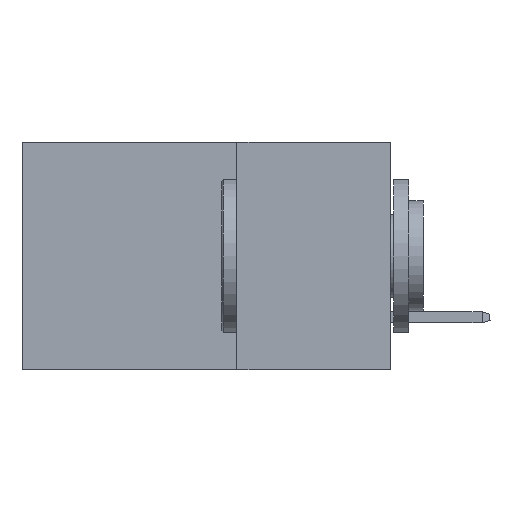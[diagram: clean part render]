
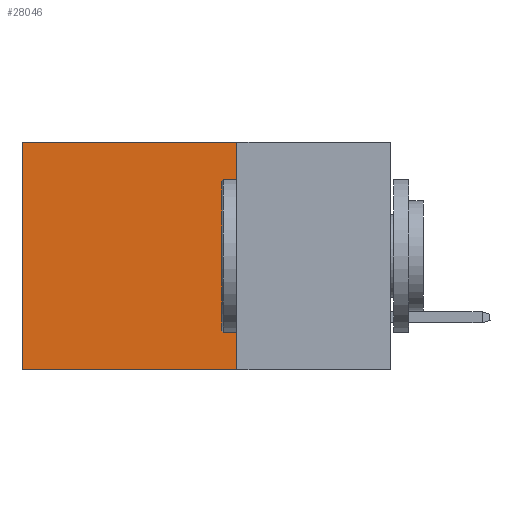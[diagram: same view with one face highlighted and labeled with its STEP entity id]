
A CAD part, left-side view. The second image highlights one B-rep face of the part: STEP entity #28046.
In plain terms, the highlighted planar face has unit normal (-1, 0, 0).
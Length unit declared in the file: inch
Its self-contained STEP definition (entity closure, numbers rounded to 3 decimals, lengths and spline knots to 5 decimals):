
#63 = CARTESIAN_POINT ( 'NONE',  ( 0.2875, 0.25, 0. ) ) ;
#787 = VERTEX_POINT ( 'NONE', #35099 ) ;
#1007 = EDGE_CURVE ( 'NONE', #21882, #20282, #37372, .T. ) ;
#1241 = EDGE_CURVE ( 'NONE', #21882, #787, #18957, .T. ) ;
#1270 = ORIENTED_EDGE ( 'NONE', *, *, #1241, .F. ) ;
#2060 = PLANE ( 'NONE',  #31570 ) ;
#4907 = LINE ( 'NONE', #33008, #36966 ) ;
#5740 = ORIENTED_EDGE ( 'NONE', *, *, #10274, .F. ) ;
#8165 = LINE ( 'NONE', #33411, #40070 ) ;
#8731 = CARTESIAN_POINT ( 'NONE',  ( 0.2875, 0.25, 0. ) ) ;
#10274 = EDGE_CURVE ( 'NONE', #787, #25236, #8165, .T. ) ;
#10949 = VECTOR ( 'NONE', #14607, 39.37008 ) ;
#11435 = VECTOR ( 'NONE', #31784, 39.37008 ) ;
#11943 = DIRECTION ( 'NONE',  ( 0., 0., -1. ) ) ;
#12620 = CARTESIAN_POINT ( 'NONE',  ( 0.2875, 0.25, 0. ) ) ;
#14607 = DIRECTION ( 'NONE',  ( 0., 1., 0. ) ) ;
#17540 = DIRECTION ( 'NONE',  ( 0., 1., 0. ) ) ;
#17912 = CARTESIAN_POINT ( 'NONE',  ( 0.2875, 0.6, -0.37 ) ) ;
#18003 = CARTESIAN_POINT ( 'NONE',  ( 0.2875, 0.6, 0. ) ) ;
#18957 = LINE ( 'NONE', #12620, #11435 ) ;
#19505 = ORIENTED_EDGE ( 'NONE', *, *, #37538, .T. ) ;
#20282 = VERTEX_POINT ( 'NONE', #18003 ) ;
#20804 = FACE_OUTER_BOUND ( 'NONE', #33847, .T. ) ;
#21882 = VERTEX_POINT ( 'NONE', #63 ) ;
#25236 = VERTEX_POINT ( 'NONE', #17912 ) ;
#28046 = ADVANCED_FACE ( 'NONE', ( #20804 ), #2060, .F. ) ;
#30567 = CARTESIAN_POINT ( 'NONE',  ( 0.2875, 0.25, 0. ) ) ;
#30844 = ORIENTED_EDGE ( 'NONE', *, *, #1007, .T. ) ;
#31111 = DIRECTION ( 'NONE',  ( 1., 0., 0. ) ) ;
#31570 = AXIS2_PLACEMENT_3D ( 'NONE', #8731, #31111, #11943 ) ;
#31784 = DIRECTION ( 'NONE',  ( 0., 0., -1. ) ) ;
#33008 = CARTESIAN_POINT ( 'NONE',  ( 0.2875, 0.6, 0. ) ) ;
#33411 = CARTESIAN_POINT ( 'NONE',  ( 0.2875, 0.25, -0.37 ) ) ;
#33847 = EDGE_LOOP ( 'NONE', ( #19505, #5740, #1270, #30844 ) ) ;
#35099 = CARTESIAN_POINT ( 'NONE',  ( 0.2875, 0.25, -0.37 ) ) ;
#36966 = VECTOR ( 'NONE', #39347, 39.37008 ) ;
#37372 = LINE ( 'NONE', #30567, #10949 ) ;
#37538 = EDGE_CURVE ( 'NONE', #20282, #25236, #4907, .T. ) ;
#39347 = DIRECTION ( 'NONE',  ( 0., 0., -1. ) ) ;
#40070 = VECTOR ( 'NONE', #17540, 39.37008 ) ;
